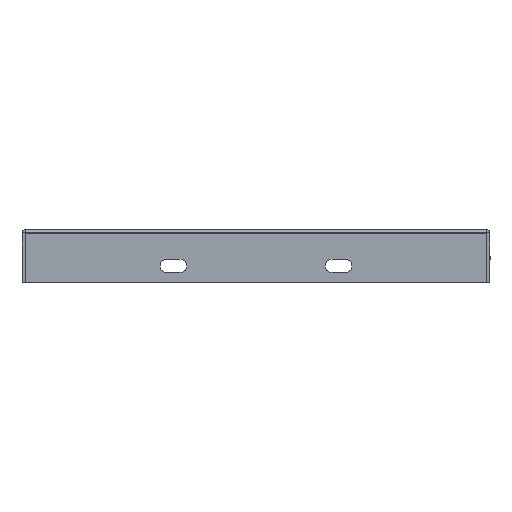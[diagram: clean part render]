
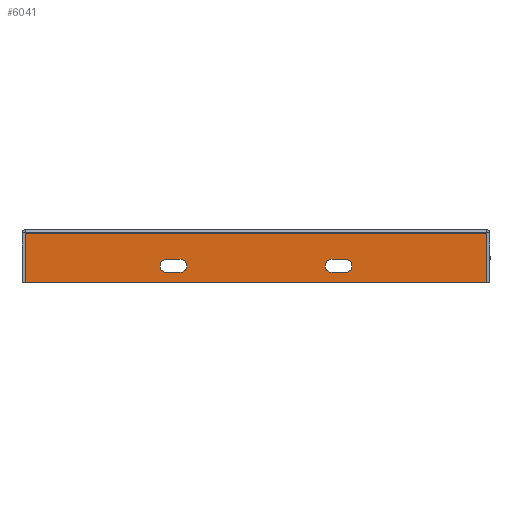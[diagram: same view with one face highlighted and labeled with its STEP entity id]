
A CAD part, left-side view. The second image highlights one B-rep face of the part: STEP entity #6041.
In plain terms, the highlighted planar face has unit normal (-1, 0, 0).
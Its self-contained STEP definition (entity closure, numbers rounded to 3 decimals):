
#359 = FACE_BOUND ( 'NONE', #4200, .T. ) ;
#411 = FACE_OUTER_BOUND ( 'NONE', #4222, .T. ) ;
#534 = FACE_BOUND ( 'NONE', #4204, .T. ) ;
#625 = LINE ( 'NONE', #13565, #626 ) ;
#626 = VECTOR ( 'NONE', #13778, 1000. ) ;
#683 = AXIS2_PLACEMENT_3D ( 'NONE', #7511, #7484, #7478 ) ;
#685 = AXIS2_PLACEMENT_3D ( 'NONE', #7474, #7451, #7452 ) ;
#1097 = LINE ( 'NONE', #12524, #1143 ) ;
#1111 = VECTOR ( 'NONE', #12718, 1000. ) ;
#1112 = LINE ( 'NONE', #12596, #1111 ) ;
#1127 = VECTOR ( 'NONE', #12540, 1000. ) ;
#1132 = LINE ( 'NONE', #12538, #1127 ) ;
#1133 = VECTOR ( 'NONE', #12537, 1000. ) ;
#1134 = LINE ( 'NONE', #12536, #1133 ) ;
#1141 = CIRCLE ( 'NONE', #9871, 4. ) ;
#1143 = VECTOR ( 'NONE', #12546, 1000. ) ;
#1216 = CIRCLE ( 'NONE', #11965, 4. ) ;
#4200 = EDGE_LOOP ( 'NONE', ( #15023, #15043, #15013, #14983, #14855 ) ) ;
#4204 = EDGE_LOOP ( 'NONE', ( #14835, #14825, #14845, #14924, #14865 ) ) ;
#4222 = EDGE_LOOP ( 'NONE', ( #14953, #14875, #14895, #14885 ) ) ;
#4612 = EDGE_CURVE ( 'NONE', #6911, #6640, #1097, .T. ) ;
#4614 = EDGE_CURVE ( 'NONE', #7327, #6810, #1141, .T. ) ;
#4617 = EDGE_CURVE ( 'NONE', #6640, #6742, #1134, .T. ) ;
#4618 = EDGE_CURVE ( 'NONE', #6788, #6911, #1132, .T. ) ;
#4632 = EDGE_CURVE ( 'NONE', #6772, #7346, #1112, .T. ) ;
#4678 = EDGE_CURVE ( 'NONE', #6788, #6742, #9707, .T. ) ;
#4836 = EDGE_CURVE ( 'NONE', #7346, #6575, #1216, .T. ) ;
#5755 = EDGE_CURVE ( 'NONE', #6871, #6852, #625, .T. ) ;
#5954 = AXIS2_PLACEMENT_3D ( 'NONE', #13916, #13928, #13927 ) ;
#6041 = ADVANCED_FACE ( 'NONE', ( #359, #534, #411 ), #13920, .F. ) ;
#6575 = VERTEX_POINT ( 'NONE', #11538 ) ;
#6640 = VERTEX_POINT ( 'NONE', #11379 ) ;
#6656 = VERTEX_POINT ( 'NONE', #11338 ) ;
#6707 = VERTEX_POINT ( 'NONE', #10696 ) ;
#6742 = VERTEX_POINT ( 'NONE', #10770 ) ;
#6772 = VERTEX_POINT ( 'NONE', #10734 ) ;
#6788 = VERTEX_POINT ( 'NONE', #10661 ) ;
#6810 = VERTEX_POINT ( 'NONE', #10642 ) ;
#6852 = VERTEX_POINT ( 'NONE', #10605 ) ;
#6864 = VERTEX_POINT ( 'NONE', #10595 ) ;
#6871 = VERTEX_POINT ( 'NONE', #10588 ) ;
#6911 = VERTEX_POINT ( 'NONE', #10548 ) ;
#7327 = VERTEX_POINT ( 'NONE', #8093 ) ;
#7346 = VERTEX_POINT ( 'NONE', #8054 ) ;
#7451 = DIRECTION ( 'NONE',  ( -1., 0., 0. ) ) ;
#7452 = DIRECTION ( 'NONE',  ( 0., -1., 0. ) ) ;
#7474 = CARTESIAN_POINT ( 'NONE',  ( -848.5, 45.99, -20. ) ) ;
#7478 = DIRECTION ( 'NONE',  ( 0., 1., 0. ) ) ;
#7484 = DIRECTION ( 'NONE',  ( -1., 0., 0. ) ) ;
#7511 = CARTESIAN_POINT ( 'NONE',  ( -848.5, -53.99, -20. ) ) ;
#7796 = CARTESIAN_POINT ( 'NONE',  ( -848.5, -53.99, -24. ) ) ;
#7798 = DIRECTION ( 'NONE',  ( 0., 1., 0. ) ) ;
#7805 = CARTESIAN_POINT ( 'NONE',  ( -848.5, 45.99, -20. ) ) ;
#7806 = CARTESIAN_POINT ( 'NONE',  ( -848.5, 53.99, -16. ) ) ;
#7868 = CARTESIAN_POINT ( 'NONE',  ( -848.5, 53.99, -20. ) ) ;
#7896 = DIRECTION ( 'NONE',  ( 0., -1., 0. ) ) ;
#8054 = CARTESIAN_POINT ( 'NONE',  ( -848.5, -45.99, -16. ) ) ;
#8093 = CARTESIAN_POINT ( 'NONE',  ( -848.5, -53.99, -24. ) ) ;
#8198 = DIRECTION ( 'NONE',  ( 0., -1., 0. ) ) ;
#8393 = DIRECTION ( 'NONE',  ( 0., -1., 0. ) ) ;
#8394 = DIRECTION ( 'NONE',  ( -1., 0., 0. ) ) ;
#8584 = DIRECTION ( 'NONE',  ( -1., 0., 0. ) ) ;
#9707 = LINE ( 'NONE', #12720, #9708 ) ;
#9708 = VECTOR ( 'NONE', #12728, 1000. ) ;
#9731 = EDGE_CURVE ( 'NONE', #6707, #6871, #13020, .T. ) ;
#9755 = EDGE_CURVE ( 'NONE', #6852, #6864, #12784, .T. ) ;
#9761 = EDGE_CURVE ( 'NONE', #6656, #6707, #12970, .T. ) ;
#9763 = EDGE_CURVE ( 'NONE', #6575, #7327, #12825, .T. ) ;
#9871 = AXIS2_PLACEMENT_3D ( 'NONE', #12544, #12668, #12659 ) ;
#10346 = AXIS2_PLACEMENT_3D ( 'NONE', #7805, #8584, #8198 ) ;
#10380 = AXIS2_PLACEMENT_3D ( 'NONE', #7868, #8394, #8393 ) ;
#10548 = CARTESIAN_POINT ( 'NONE',  ( -848.5, 139.49, -30. ) ) ;
#10588 = CARTESIAN_POINT ( 'NONE',  ( -848.5, 53.99, -24. ) ) ;
#10595 = CARTESIAN_POINT ( 'NONE',  ( -848.5, 41.99, -20. ) ) ;
#10605 = CARTESIAN_POINT ( 'NONE',  ( -848.5, 45.99, -24. ) ) ;
#10642 = CARTESIAN_POINT ( 'NONE',  ( -848.5, -57.99, -20. ) ) ;
#10661 = CARTESIAN_POINT ( 'NONE',  ( -848.5, 139.49, -0.1 ) ) ;
#10696 = CARTESIAN_POINT ( 'NONE',  ( -848.5, 53.99, -16. ) ) ;
#10734 = CARTESIAN_POINT ( 'NONE',  ( -848.5, -53.99, -16. ) ) ;
#10770 = CARTESIAN_POINT ( 'NONE',  ( -848.5, -139.49, -0.1 ) ) ;
#11338 = CARTESIAN_POINT ( 'NONE',  ( -848.5, 45.99, -16. ) ) ;
#11379 = CARTESIAN_POINT ( 'NONE',  ( -848.5, -139.49, -30. ) ) ;
#11538 = CARTESIAN_POINT ( 'NONE',  ( -848.5, -45.99, -24. ) ) ;
#11965 = AXIS2_PLACEMENT_3D ( 'NONE', #13841, #13796, #13798 ) ;
#12463 = EDGE_CURVE ( 'NONE', #6810, #6772, #13171, .T. ) ;
#12482 = EDGE_CURVE ( 'NONE', #6864, #6656, #13138, .T. ) ;
#12524 = CARTESIAN_POINT ( 'NONE',  ( -848.5, -139.49, -30. ) ) ;
#12536 = CARTESIAN_POINT ( 'NONE',  ( -848.5, -139.49, 0. ) ) ;
#12537 = DIRECTION ( 'NONE',  ( 0., 0., 1. ) ) ;
#12538 = CARTESIAN_POINT ( 'NONE',  ( -848.5, 139.49, -30. ) ) ;
#12540 = DIRECTION ( 'NONE',  ( 0., 0., -1. ) ) ;
#12544 = CARTESIAN_POINT ( 'NONE',  ( -848.5, -53.99, -20. ) ) ;
#12546 = DIRECTION ( 'NONE',  ( 0., -1., 0. ) ) ;
#12596 = CARTESIAN_POINT ( 'NONE',  ( -848.5, -53.99, -16. ) ) ;
#12659 = DIRECTION ( 'NONE',  ( 0., 1., 0. ) ) ;
#12668 = DIRECTION ( 'NONE',  ( -1., 0., 0. ) ) ;
#12718 = DIRECTION ( 'NONE',  ( 0., 1., 0. ) ) ;
#12720 = CARTESIAN_POINT ( 'NONE',  ( -848.5, 139.49, -0.1 ) ) ;
#12728 = DIRECTION ( 'NONE',  ( 0., -1., 0. ) ) ;
#12784 = CIRCLE ( 'NONE', #10346, 4. ) ;
#12825 = LINE ( 'NONE', #7796, #12827 ) ;
#12827 = VECTOR ( 'NONE', #7896, 1000. ) ;
#12970 = LINE ( 'NONE', #7806, #12972 ) ;
#12972 = VECTOR ( 'NONE', #7798, 1000. ) ;
#13020 = CIRCLE ( 'NONE', #10380, 4. ) ;
#13138 = CIRCLE ( 'NONE', #685, 4. ) ;
#13171 = CIRCLE ( 'NONE', #683, 4. ) ;
#13565 = CARTESIAN_POINT ( 'NONE',  ( -848.5, 53.99, -24. ) ) ;
#13778 = DIRECTION ( 'NONE',  ( 0., -1., 0. ) ) ;
#13796 = DIRECTION ( 'NONE',  ( -1., 0., 0. ) ) ;
#13798 = DIRECTION ( 'NONE',  ( 0., 1., 0. ) ) ;
#13841 = CARTESIAN_POINT ( 'NONE',  ( -848.5, -45.99, -20. ) ) ;
#13916 = CARTESIAN_POINT ( 'NONE',  ( -848.5, 139.49, 0. ) ) ;
#13920 = PLANE ( 'NONE',  #5954 ) ;
#13927 = DIRECTION ( 'NONE',  ( 0., 1., 0. ) ) ;
#13928 = DIRECTION ( 'NONE',  ( 1., 0., 0. ) ) ;
#14825 = ORIENTED_EDGE ( 'NONE', *, *, #9731, .F. ) ;
#14835 = ORIENTED_EDGE ( 'NONE', *, *, #5755, .F. ) ;
#14845 = ORIENTED_EDGE ( 'NONE', *, *, #9761, .F. ) ;
#14855 = ORIENTED_EDGE ( 'NONE', *, *, #4614, .F. ) ;
#14865 = ORIENTED_EDGE ( 'NONE', *, *, #9755, .F. ) ;
#14875 = ORIENTED_EDGE ( 'NONE', *, *, #4618, .T. ) ;
#14885 = ORIENTED_EDGE ( 'NONE', *, *, #4617, .T. ) ;
#14895 = ORIENTED_EDGE ( 'NONE', *, *, #4612, .T. ) ;
#14924 = ORIENTED_EDGE ( 'NONE', *, *, #12482, .F. ) ;
#14953 = ORIENTED_EDGE ( 'NONE', *, *, #4678, .F. ) ;
#14983 = ORIENTED_EDGE ( 'NONE', *, *, #12463, .F. ) ;
#15013 = ORIENTED_EDGE ( 'NONE', *, *, #4632, .F. ) ;
#15023 = ORIENTED_EDGE ( 'NONE', *, *, #9763, .F. ) ;
#15043 = ORIENTED_EDGE ( 'NONE', *, *, #4836, .F. ) ;
